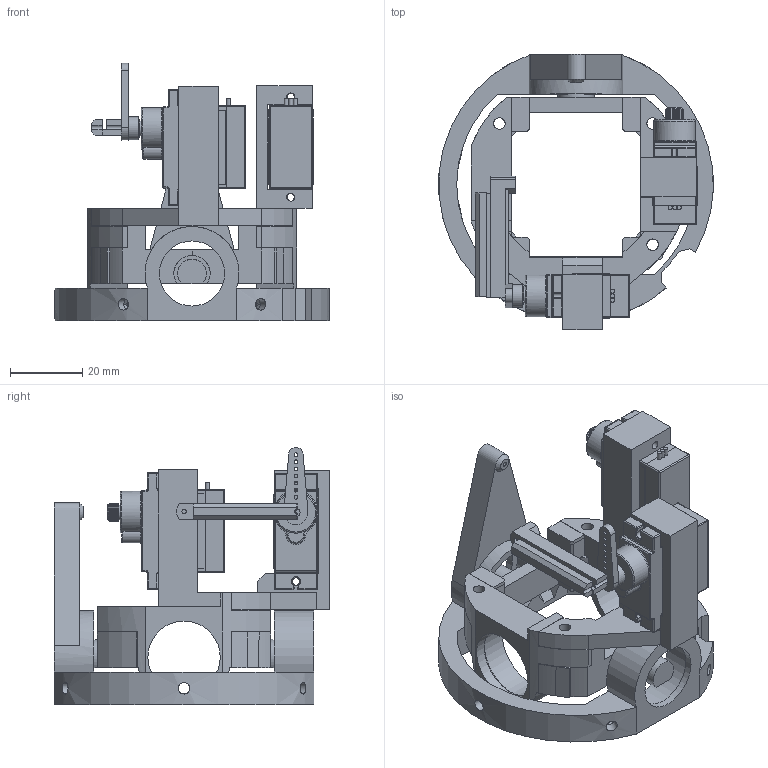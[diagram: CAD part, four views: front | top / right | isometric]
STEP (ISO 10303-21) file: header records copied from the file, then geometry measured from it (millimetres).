
FILE_DESCRIPTION(/* description */ (''),/* implementation_level */ '2;1');
FILE_NAME(/* name */ 'Gimbal v29.step',/* time_stamp */ '2024-10-06T12:56:00-07:00',/* author */ (''),/* organization */ (''),/* preprocessor_version */ 'ST-DEVELOPER v20',/* originating_system */ 'Autodesk Translation Framework v13.14.0.145',/* authorisation */ '');
FILE_SCHEMA (('AUTOMOTIVE_DESIGN { 1 0 10303 214 3 1 1 }'));
Length unit declared in the file: millimetre
Products named in the file (7): Gimbal; inner ring; Servo-MG90S; Servo-MG90S_1; outer ring; MG90S horn; jig
Assembly tree (6 placements, depth 3):
  Gimbal
    inner ring
      Servo-MG90S
      Servo-MG90S_1
    outer ring
    MG90S horn
    jig
Bounding box: 76 x 76.26 x 71.09 mm (x, y, z)
Volume: 55965.9 mm3; surface area: 35720.6 mm2
Topology: 10 solids, 10 shells, 818 faces, 2156 edges, 1330 vertices
Faces by surface type: plane 489, cylinder 196, sphere 48, bspline 42, torus 38, cone 5
Full cylindrical faces by diameter (mm): 1 x7, 1.2 x8, 2.2 x4, 2.3 x1, 2.5 x2, 3.2 x12, 4.181 x2, 4.2 x1, 6.3 x1, 11.5 x2, 18 x2, 20 x2, 22 x4
Entity records: 26809 total; most frequent: CARTESIAN_POINT 6891, ORIENTED_EDGE 4216, DIRECTION 3893, EDGE_CURVE 2108, VERTEX_POINT 1330, LINE 1309, VECTOR 1309, AXIS2_PLACEMENT_3D 1292
